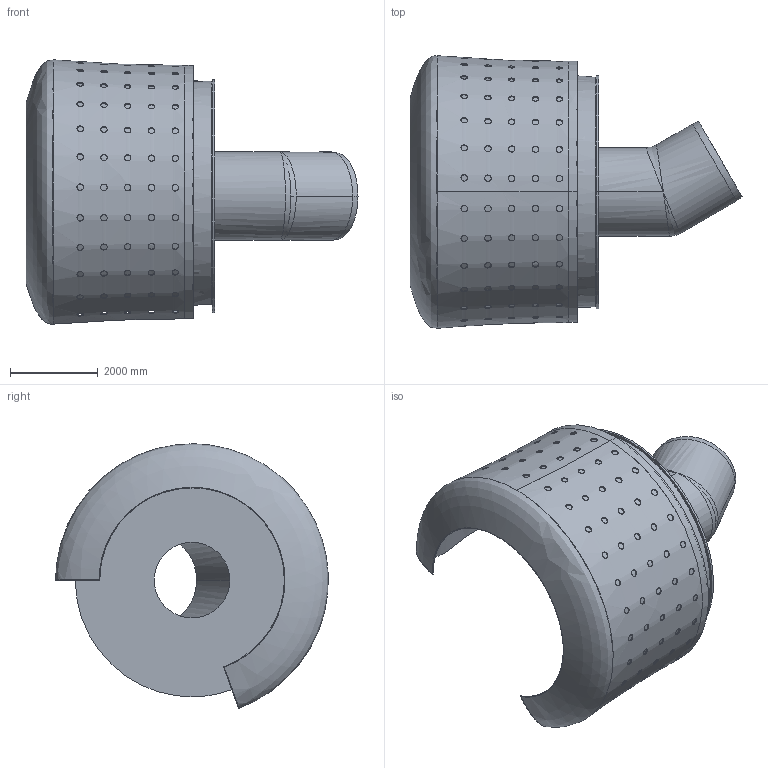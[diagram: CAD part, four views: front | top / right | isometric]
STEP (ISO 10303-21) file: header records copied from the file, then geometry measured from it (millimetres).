
FILE_DESCRIPTION(('FreeCAD Model'),'2;1');
FILE_NAME('Open CASCADE Shape Model','2025-04-27T10:32:37',('FreeCAD'),( 'FreeCAD'),'Open CASCADE STEP processor 7.6','FreeCAD','Unknown');
FILE_SCHEMA(('AUTOMOTIVE_DESIGN { 1 0 10303 214 1 1 1 1 }'));
Products named in the file (1): Open CASCADE STEP translator 7.6 1
Bounding box: 7574.24 x 6217.43 x 6030.62 mm (x, y, z)
Volume: 5049682842.1 mm3; surface area: 373699482 mm2
Topology: 3 solids, 3 shells, 265 faces, 751 edges, 489 vertices
Faces by surface type: bspline 265
Entity records: 40322 total; most frequent: CARTESIAN_POINT 35731, ORIENTED_EDGE 1494, EDGE_CURVE 747, B_SPLINE_CURVE_WITH_KNOTS 650, VERTEX_POINT 489, FACE_BOUND 458, EDGE_LOOP 458, ADVANCED_FACE 265
